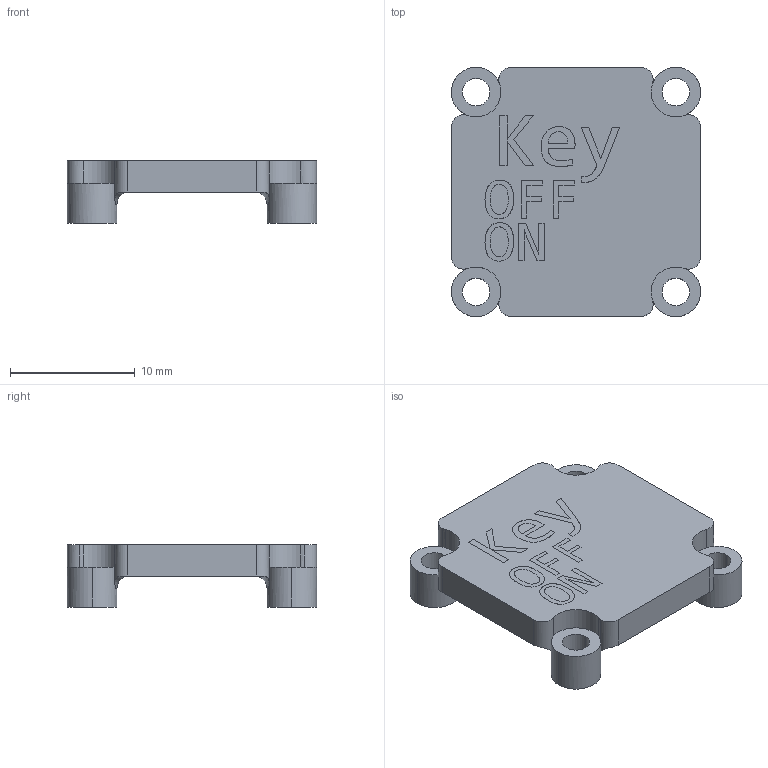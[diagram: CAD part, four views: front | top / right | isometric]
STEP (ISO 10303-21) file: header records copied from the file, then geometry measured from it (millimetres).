
FILE_DESCRIPTION (( 'STEP AP203' ), '1' );
FILE_NAME ('20祭輛掖啣.STEP', '2024-05-06T10:40:24', ( '' ), ( '' ), 'SwSTEP 2.0', 'SolidWorks 2023', '' );
FILE_SCHEMA (( 'CONFIG_CONTROL_DESIGN' ));
Length unit declared in the file: millimetre
Products named in the file (1): 20步进背板
Bounding box: 19.97 x 19.97 x 5 mm (x, y, z)
Volume: 974 mm3; surface area: 1582.4 mm2
Topology: 9 solids, 9 shells, 236 faces, 611 edges, 404 vertices
Faces by surface type: plane 154, bspline 44, cylinder 32, torus 6
Entity records: 9849 total; most frequent: CARTESIAN_POINT 4239, ORIENTED_EDGE 1222, DIRECTION 977, EDGE_CURVE 611, LINE 435, VECTOR 435, VERTEX_POINT 404, AXIS2_PLACEMENT_3D 271
